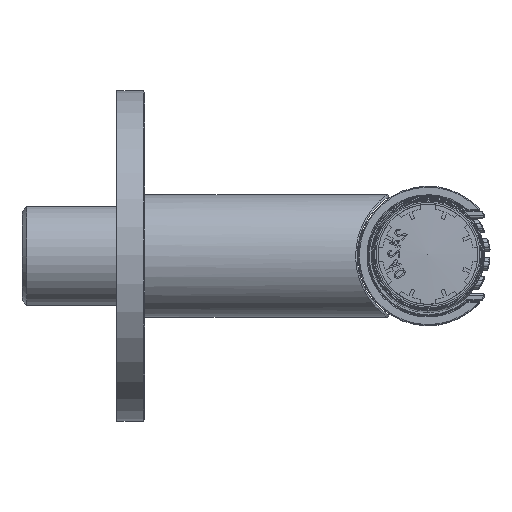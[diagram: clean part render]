
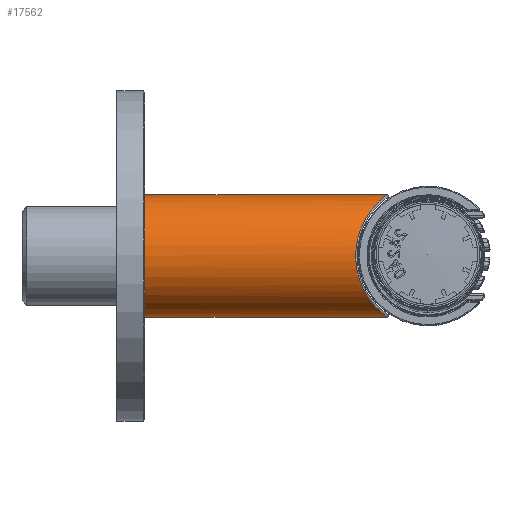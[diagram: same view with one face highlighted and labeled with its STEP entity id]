
A CAD part, top view. The second image highlights one B-rep face of the part: STEP entity #17562.
In plain terms, the highlighted cylindrical face has radius 12.998 mm (diameter 25.997 mm), a full revolution.
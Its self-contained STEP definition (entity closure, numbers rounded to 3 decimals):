
#2511=B_SPLINE_CURVE_WITH_KNOTS('',3,(#25094,#25095,#25096,#25097,#25098,
#25099,#25100,#25101,#25102,#25103,#25104,#25105,#25106,#25107,#25108,#25109,
#25110,#25111,#25112,#25113,#25114,#25115,#25116,#25117,#25118,#25119,#25120,
#25121,#25122,#25123),.UNSPECIFIED.,.T.,.F.,(1,1,1,1,1,1,1,1,1,1,1,1,1,
1,1,1,1,1,1,1,1,1,1,1,1,1,1,1,1,1,1,1,1,1),(-0.008,-0.005,
-0.003,0.,0.003,0.005,
0.008,0.011,0.014,0.016,
0.022,0.025,0.027,0.033,
0.035,0.038,0.041,0.044,
0.046,0.049,0.052,0.054,
0.06,0.063,0.065,0.071,
0.076,0.079,0.082,0.084,
0.087,0.09,0.093,0.095),
 .UNSPECIFIED.);
#2512=B_SPLINE_CURVE_WITH_KNOTS('',3,(#25125,#25126,#25127,#25128,#25129,
#25130,#25131,#25132,#25133,#25134,#25135,#25136,#25137,#25138,#25139,#25140,
#25141,#25142,#25143,#25144,#25145,#25146,#25147,#25148,#25149,#25150,#25151,
#25152,#25153,#25154,#25155,#25156),.UNSPECIFIED.,.T.,.F.,(1,1,1,1,1,1,
1,1,1,1,1,1,1,1,1,1,1,1,1,1,1,1,1,1,1,1,1,1,1,1,1,1,1,1,1,1),(-0.01,
-0.005,-0.002,0.,0.005,
0.007,0.01,0.012,0.015,
0.017,0.02,0.022,0.025,
0.027,0.03,0.032,0.035,
0.04,0.042,0.045,0.047,
0.05,0.052,0.055,0.057,
0.06,0.062,0.065,0.067,
0.07,0.074,0.077,0.079,
0.084,0.087,0.089),.UNSPECIFIED.);
#3307=ORIENTED_EDGE('',*,*,#8379,.F.);
#3308=ORIENTED_EDGE('',*,*,#8380,.T.);
#3309=ORIENTED_EDGE('',*,*,#8381,.T.);
#8379=EDGE_CURVE('',#10915,#10915,#12621,.T.);
#8380=EDGE_CURVE('',#10916,#10916,#2511,.T.);
#8381=EDGE_CURVE('',#10917,#10917,#2512,.T.);
#10915=VERTEX_POINT('',#25093);
#10916=VERTEX_POINT('',#25124);
#10917=VERTEX_POINT('',#25157);
#12621=CIRCLE('',#18747,12.998);
#13541=EDGE_LOOP('',(#3307));
#13542=EDGE_LOOP('',(#3308));
#13543=EDGE_LOOP('',(#3309));
#15129=FACE_BOUND('',#13541,.T.);
#15130=FACE_BOUND('',#13542,.T.);
#15131=FACE_BOUND('',#13543,.T.);
#16718=CYLINDRICAL_SURFACE('',#18746,12.998);
#17562=ADVANCED_FACE('',(#15129,#15130,#15131),#16718,.T.);
#18746=AXIS2_PLACEMENT_3D('',#25091,#20601,#20602);
#18747=AXIS2_PLACEMENT_3D('',#25092,#20603,#20604);
#20601=DIRECTION('',(0.,0.,-1.));
#20602=DIRECTION('',(-1.,0.,0.));
#20603=DIRECTION('',(0.,0.,-1.));
#20604=DIRECTION('',(1.,0.,0.));
#25091=CARTESIAN_POINT('',(0.,0.,62.386));
#25092=CARTESIAN_POINT('',(0.,0.,0.));
#25093=CARTESIAN_POINT('',(12.998,0.,0.));
#25094=CARTESIAN_POINT('',(-12.8,-2.736,51.168));
#25095=CARTESIAN_POINT('',(-13.097,0.003,51.613));
#25096=CARTESIAN_POINT('',(-12.801,2.723,51.17));
#25097=CARTESIAN_POINT('',(-12.022,5.139,50.157));
#25098=CARTESIAN_POINT('',(-10.874,7.256,48.939));
#25099=CARTESIAN_POINT('',(-9.351,9.135,47.669));
#25100=CARTESIAN_POINT('',(-7.506,10.707,46.509));
#25101=CARTESIAN_POINT('',(-4.551,12.391,45.199));
#25102=CARTESIAN_POINT('',(-0.982,13.186,44.546));
#25103=CARTESIAN_POINT('',(2.649,12.821,44.845));
#25104=CARTESIAN_POINT('',(6.031,11.743,45.708));
#25105=CARTESIAN_POINT('',(8.787,9.812,47.207));
#25106=CARTESIAN_POINT('',(10.82,7.335,48.889));
#25107=CARTESIAN_POINT('',(11.987,5.221,50.115));
#25108=CARTESIAN_POINT('',(12.778,2.826,51.136));
#25109=CARTESIAN_POINT('',(13.096,0.119,51.612));
#25110=CARTESIAN_POINT('',(12.824,-2.613,51.204));
#25111=CARTESIAN_POINT('',(12.064,-5.046,50.205));
#25112=CARTESIAN_POINT('',(10.906,-7.206,48.97));
#25113=CARTESIAN_POINT('',(8.915,-9.694,47.295));
#25114=CARTESIAN_POINT('',(6.173,-11.67,45.766));
#25115=CARTESIAN_POINT('',(2.808,-12.787,44.872));
#25116=CARTESIAN_POINT('',(-0.828,-13.2,44.535));
#25117=CARTESIAN_POINT('',(-5.345,-12.237,45.324));
#25118=CARTESIAN_POINT('',(-8.808,-9.795,47.221));
#25119=CARTESIAN_POINT('',(-10.846,-7.297,48.913));
#25120=CARTESIAN_POINT('',(-12.013,-5.163,50.145));
#25121=CARTESIAN_POINT('',(-12.8,-2.736,51.168));
#25122=CARTESIAN_POINT('',(-13.097,0.003,51.613));
#25123=CARTESIAN_POINT('',(-12.801,2.723,51.17));
#25124=CARTESIAN_POINT('',(-12.998,0.,51.465));
#25125=CARTESIAN_POINT('',(2.512,-12.832,11.535));
#25126=CARTESIAN_POINT('',(-0.846,-13.165,11.165));
#25127=CARTESIAN_POINT('',(-4.13,-12.495,11.907));
#25128=CARTESIAN_POINT('',(-6.798,-11.146,13.453));
#25129=CARTESIAN_POINT('',(-8.441,-9.949,14.875));
#25130=CARTESIAN_POINT('',(-9.778,-8.625,16.55));
#25131=CARTESIAN_POINT('',(-10.779,-7.319,18.411));
#25132=CARTESIAN_POINT('',(-11.469,-6.146,20.537));
#25133=CARTESIAN_POINT('',(-11.743,-5.569,23.028));
#25134=CARTESIAN_POINT('',(-11.458,-6.166,25.507));
#25135=CARTESIAN_POINT('',(-10.766,-7.338,27.619));
#25136=CARTESIAN_POINT('',(-9.762,-8.643,29.474));
#25137=CARTESIAN_POINT('',(-8.43,-9.959,31.136));
#25138=CARTESIAN_POINT('',(-6.781,-11.157,32.56));
#25139=CARTESIAN_POINT('',(-4.117,-12.498,34.096));
#25140=CARTESIAN_POINT('',(-0.842,-13.163,34.833));
#25141=CARTESIAN_POINT('',(2.496,-12.835,34.469));
#25142=CARTESIAN_POINT('',(4.796,-12.155,33.705));
#25143=CARTESIAN_POINT('',(6.798,-11.147,32.548));
#25144=CARTESIAN_POINT('',(8.438,-9.951,31.127));
#25145=CARTESIAN_POINT('',(9.774,-8.629,29.455));
#25146=CARTESIAN_POINT('',(10.773,-7.326,27.601));
#25147=CARTESIAN_POINT('',(11.465,-6.153,25.478));
#25148=CARTESIAN_POINT('',(11.743,-5.569,22.997));
#25149=CARTESIAN_POINT('',(11.461,-6.161,20.504));
#25150=CARTESIAN_POINT('',(10.774,-7.326,18.4));
#25151=CARTESIAN_POINT('',(9.765,-8.638,16.532));
#25152=CARTESIAN_POINT('',(8.01,-10.378,14.334));
#25153=CARTESIAN_POINT('',(5.559,-11.928,12.552));
#25154=CARTESIAN_POINT('',(2.512,-12.832,11.535));
#25155=CARTESIAN_POINT('',(-0.846,-13.165,11.165));
#25156=CARTESIAN_POINT('',(-4.13,-12.495,11.907));
#25157=CARTESIAN_POINT('',(0.,-12.998,11.35));
